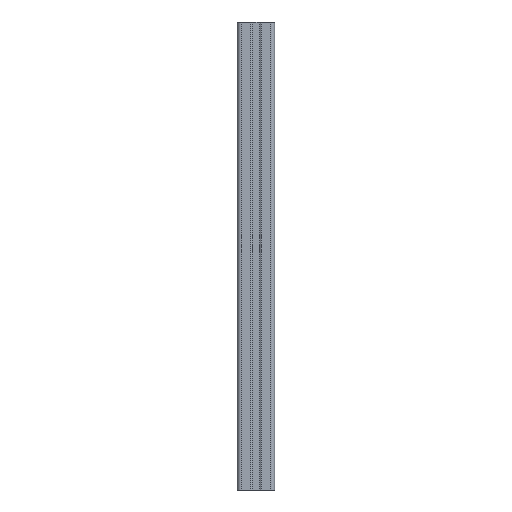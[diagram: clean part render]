
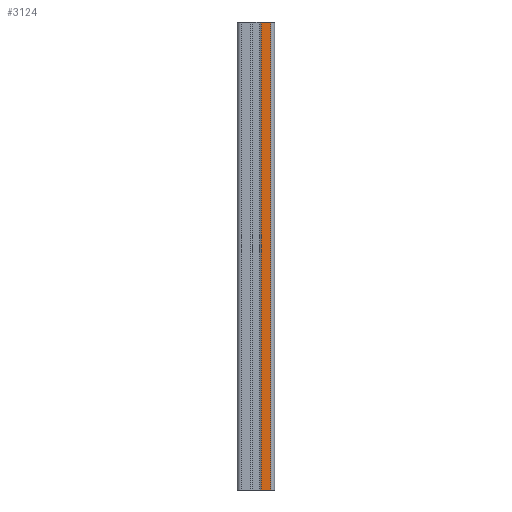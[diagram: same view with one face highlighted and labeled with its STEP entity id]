
A CAD part, front view. The second image highlights one B-rep face of the part: STEP entity #3124.
In plain terms, the highlighted planar face has unit normal (0, -1, 0).
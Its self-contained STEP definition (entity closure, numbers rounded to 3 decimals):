
#276 = LINE ( 'NONE', #348, #347 ) ;
#344 = CARTESIAN_POINT ( 'NONE',  ( -5622.163, -4823.242, 500. ) ) ;
#346 = DIRECTION ( 'NONE',  ( 1., 0., 0. ) ) ;
#347 = VECTOR ( 'NONE', #346, 1000. ) ;
#348 = CARTESIAN_POINT ( 'NONE',  ( -5632.563, -4823.242, 500. ) ) ;
#596 = FACE_OUTER_BOUND ( 'NONE', #3112, .T. ) ;
#597 = DIRECTION ( 'NONE',  ( 0., 0., -1. ) ) ;
#598 = VECTOR ( 'NONE', #597, 1000. ) ;
#602 = CARTESIAN_POINT ( 'NONE',  ( -5632.563, -4823.242, 500. ) ) ;
#603 = LINE ( 'NONE', #602, #598 ) ;
#604 = CARTESIAN_POINT ( 'NONE',  ( -5622.163, -4823.242, 500. ) ) ;
#613 = CARTESIAN_POINT ( 'NONE',  ( -5632.563, -4823.242, 500. ) ) ;
#789 = DIRECTION ( 'NONE',  ( 0., 0., 1. ) ) ;
#790 = DIRECTION ( 'NONE',  ( 0., 1., 0. ) ) ;
#792 = AXIS2_PLACEMENT_3D ( 'NONE', #613, #790, #789 ) ;
#793 = PLANE ( 'NONE',  #792 ) ;
#794 = DIRECTION ( 'NONE',  ( 0., 0., -1. ) ) ;
#795 = VECTOR ( 'NONE', #794, 1000. ) ;
#796 = LINE ( 'NONE', #604, #795 ) ;
#1834 = CARTESIAN_POINT ( 'NONE',  ( -5632.563, -4823.242, 0. ) ) ;
#1873 = DIRECTION ( 'NONE',  ( 1., 0., 0. ) ) ;
#1874 = VECTOR ( 'NONE', #1873, 1000. ) ;
#1878 = LINE ( 'NONE', #1885, #1874 ) ;
#1884 = CARTESIAN_POINT ( 'NONE',  ( -5622.163, -4823.242, 0. ) ) ;
#1885 = CARTESIAN_POINT ( 'NONE',  ( -5632.563, -4823.242, 0. ) ) ;
#2062 = CARTESIAN_POINT ( 'NONE',  ( -5632.563, -4823.242, 500. ) ) ;
#2817 = EDGE_CURVE ( 'NONE', #2822, #2819, #1878, .T. ) ;
#2819 = VERTEX_POINT ( 'NONE', #1884 ) ;
#2822 = VERTEX_POINT ( 'NONE', #1834 ) ;
#3112 = EDGE_LOOP ( 'NONE', ( #3125, #3123, #3128, #3127 ) ) ;
#3115 = EDGE_CURVE ( 'NONE', #4985, #2822, #603, .T. ) ;
#3122 = EDGE_CURVE ( 'NONE', #4832, #2819, #796, .T. ) ;
#3123 = ORIENTED_EDGE ( 'NONE', *, *, #3122, .F. ) ;
#3124 = ADVANCED_FACE ( 'NONE', ( #596 ), #793, .F. ) ;
#3125 = ORIENTED_EDGE ( 'NONE', *, *, #2817, .T. ) ;
#3127 = ORIENTED_EDGE ( 'NONE', *, *, #3115, .T. ) ;
#3128 = ORIENTED_EDGE ( 'NONE', *, *, #4829, .F. ) ;
#4829 = EDGE_CURVE ( 'NONE', #4985, #4832, #276, .T. ) ;
#4832 = VERTEX_POINT ( 'NONE', #344 ) ;
#4985 = VERTEX_POINT ( 'NONE', #2062 ) ;
